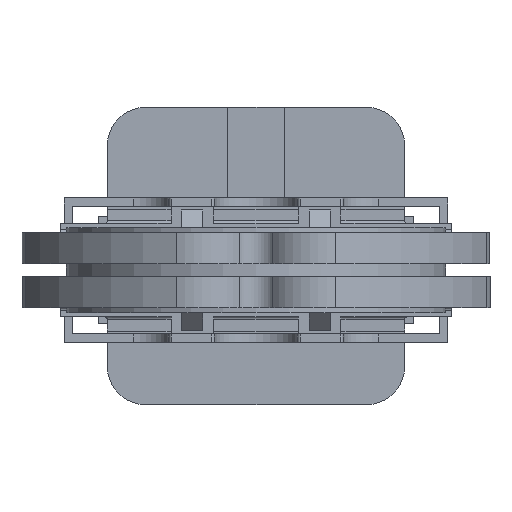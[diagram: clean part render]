
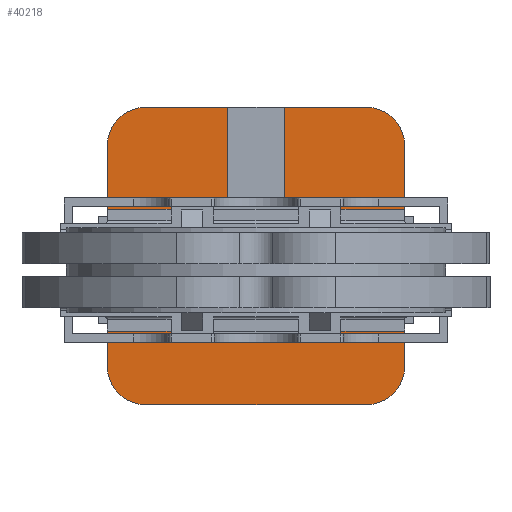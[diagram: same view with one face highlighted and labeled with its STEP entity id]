
A CAD part, front view. The second image highlights one B-rep face of the part: STEP entity #40218.
In plain terms, the highlighted planar face has unit normal (0, -1, 0).
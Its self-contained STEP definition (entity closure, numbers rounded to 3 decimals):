
#120 = DIRECTION ( 'NONE',  ( 0., 1., 0. ) ) ;
#441 = VERTEX_POINT ( 'NONE', #7537 ) ;
#465 = DIRECTION ( 'NONE',  ( 1., 0., 0. ) ) ;
#1346 = LINE ( 'NONE', #38995, #9394 ) ;
#1429 = EDGE_CURVE ( 'NONE', #8979, #22617, #10828, .T. ) ;
#1832 = LINE ( 'NONE', #36235, #14521 ) ;
#1960 = VECTOR ( 'NONE', #465, 1000. ) ;
#2506 = DIRECTION ( 'NONE',  ( 1., 0., 0. ) ) ;
#2735 = VERTEX_POINT ( 'NONE', #38439 ) ;
#3181 = EDGE_CURVE ( 'NONE', #15265, #24551, #46497, .T. ) ;
#3661 = CARTESIAN_POINT ( 'NONE',  ( 20., 565., 110.5 ) ) ;
#4212 = LINE ( 'NONE', #14837, #5919 ) ;
#4260 = LINE ( 'NONE', #46805, #27893 ) ;
#5029 = CARTESIAN_POINT ( 'NONE',  ( 78., 565., 83.5 ) ) ;
#5919 = VECTOR ( 'NONE', #44640, 1000. ) ;
#6319 = DIRECTION ( 'NONE',  ( 0., 0., 1. ) ) ;
#6480 = DIRECTION ( 'NONE',  ( 0., 1., 0. ) ) ;
#6552 = ORIENTED_EDGE ( 'NONE', *, *, #46152, .T. ) ;
#7005 = VERTEX_POINT ( 'NONE', #30331 ) ;
#7259 = DIRECTION ( 'NONE',  ( 0., 1., 0. ) ) ;
#7537 = CARTESIAN_POINT ( 'NONE',  ( 55., 565., 40.5 ) ) ;
#7605 = VECTOR ( 'NONE', #20077, 1000. ) ;
#7606 = VERTEX_POINT ( 'NONE', #24648 ) ;
#7632 = AXIS2_PLACEMENT_3D ( 'NONE', #25328, #6480, #6319 ) ;
#7811 = VERTEX_POINT ( 'NONE', #16653 ) ;
#8979 = VERTEX_POINT ( 'NONE', #39176 ) ;
#9299 = VERTEX_POINT ( 'NONE', #22017 ) ;
#9394 = VECTOR ( 'NONE', #35297, 1000. ) ;
#9435 = VERTEX_POINT ( 'NONE', #41068 ) ;
#10032 = CARTESIAN_POINT ( 'NONE',  ( 78., 565., -99.5 ) ) ;
#10828 = LINE ( 'NONE', #24225, #43712 ) ;
#11434 = EDGE_CURVE ( 'NONE', #9299, #45069, #23806, .T. ) ;
#11611 = VERTEX_POINT ( 'NONE', #41899 ) ;
#11944 = DIRECTION ( 'NONE',  ( 0., 1., 0. ) ) ;
#12305 = ORIENTED_EDGE ( 'NONE', *, *, #27683, .F. ) ;
#12510 = EDGE_CURVE ( 'NONE', #19205, #441, #4212, .T. ) ;
#12576 = CARTESIAN_POINT ( 'NONE',  ( 20., 565., 40.5 ) ) ;
#12705 = ORIENTED_EDGE ( 'NONE', *, *, #18319, .F. ) ;
#12796 = DIRECTION ( 'NONE',  ( 0., 0., 1. ) ) ;
#13517 = ORIENTED_EDGE ( 'NONE', *, *, #36988, .F. ) ;
#14521 = VECTOR ( 'NONE', #29256, 1000. ) ;
#14807 = DIRECTION ( 'NONE',  ( 0., 0., 1. ) ) ;
#14837 = CARTESIAN_POINT ( 'NONE',  ( 55., 565., 40.5 ) ) ;
#14917 = VECTOR ( 'NONE', #35879, 1000. ) ;
#15238 = LINE ( 'NONE', #18528, #38358 ) ;
#15265 = VERTEX_POINT ( 'NONE', #47691 ) ;
#15353 = ORIENTED_EDGE ( 'NONE', *, *, #25382, .T. ) ;
#16092 = CARTESIAN_POINT ( 'NONE',  ( -55., 565., 40.5 ) ) ;
#16305 = EDGE_LOOP ( 'NONE', ( #30636, #43609, #47327, #13517, #38037, #41442, #41595, #12705, #44706, #12305, #6552, #26331, #44062, #45786, #18987, #15353 ) ) ;
#16653 = CARTESIAN_POINT ( 'NONE',  ( -78., 565., -99.5 ) ) ;
#16848 = AXIS2_PLACEMENT_3D ( 'NONE', #33053, #7259, #44163 ) ;
#17033 = VECTOR ( 'NONE', #21708, 1000. ) ;
#17616 = LINE ( 'NONE', #3661, #17033 ) ;
#18029 = LINE ( 'NONE', #16092, #7605 ) ;
#18130 = CARTESIAN_POINT ( 'NONE',  ( 78., 565., -99.5 ) ) ;
#18319 = EDGE_CURVE ( 'NONE', #9435, #15265, #4260, .T. ) ;
#18528 = CARTESIAN_POINT ( 'NONE',  ( -105., 565., -72.5 ) ) ;
#18987 = ORIENTED_EDGE ( 'NONE', *, *, #27333, .T. ) ;
#19205 = VERTEX_POINT ( 'NONE', #45926 ) ;
#20036 = AXIS2_PLACEMENT_3D ( 'NONE', #33173, #120, #14807 ) ;
#20077 = DIRECTION ( 'NONE',  ( 0., 0., 1. ) ) ;
#20596 = CARTESIAN_POINT ( 'NONE',  ( -55., 565., -49.5 ) ) ;
#21708 = DIRECTION ( 'NONE',  ( 0., 0., -1. ) ) ;
#22017 = CARTESIAN_POINT ( 'NONE',  ( -105., 565., 83.5 ) ) ;
#22313 = CIRCLE ( 'NONE', #7632, 27. ) ;
#22617 = VERTEX_POINT ( 'NONE', #39678 ) ;
#23086 = EDGE_CURVE ( 'NONE', #7811, #7606, #22313, .T. ) ;
#23806 = CIRCLE ( 'NONE', #16848, 27. ) ;
#24225 = CARTESIAN_POINT ( 'NONE',  ( -20., 565., 110.5 ) ) ;
#24246 = CARTESIAN_POINT ( 'NONE',  ( 78., 565., -72.5 ) ) ;
#24551 = VERTEX_POINT ( 'NONE', #18130 ) ;
#24648 = CARTESIAN_POINT ( 'NONE',  ( -105., 565., -72.5 ) ) ;
#25328 = CARTESIAN_POINT ( 'NONE',  ( -78., 565., -72.5 ) ) ;
#25382 = EDGE_CURVE ( 'NONE', #11611, #22617, #43557, .T. ) ;
#25441 = FACE_OUTER_BOUND ( 'NONE', #16305, .T. ) ;
#25950 = DIRECTION ( 'NONE',  ( 0., 0., 1. ) ) ;
#26256 = CIRCLE ( 'NONE', #26627, 27. ) ;
#26331 = ORIENTED_EDGE ( 'NONE', *, *, #37359, .T. ) ;
#26627 = AXIS2_PLACEMENT_3D ( 'NONE', #5029, #11944, #45169 ) ;
#27333 = EDGE_CURVE ( 'NONE', #2735, #11611, #18029, .T. ) ;
#27530 = DIRECTION ( 'NONE',  ( 1., 0., 0. ) ) ;
#27683 = EDGE_CURVE ( 'NONE', #30353, #7005, #1832, .T. ) ;
#27893 = VECTOR ( 'NONE', #31961, 1000. ) ;
#28095 = DIRECTION ( 'NONE',  ( 0., 1., 0. ) ) ;
#28142 = CARTESIAN_POINT ( 'NONE',  ( -55., 565., 40.5 ) ) ;
#28284 = CARTESIAN_POINT ( 'NONE',  ( 20., 565., 110.5 ) ) ;
#28327 = CARTESIAN_POINT ( 'NONE',  ( -78., 565., 110.5 ) ) ;
#29256 = DIRECTION ( 'NONE',  ( 1., 0., 0. ) ) ;
#30331 = CARTESIAN_POINT ( 'NONE',  ( 78., 565., 110.5 ) ) ;
#30353 = VERTEX_POINT ( 'NONE', #28284 ) ;
#30636 = ORIENTED_EDGE ( 'NONE', *, *, #1429, .F. ) ;
#30792 = VECTOR ( 'NONE', #27530, 1000. ) ;
#31658 = EDGE_CURVE ( 'NONE', #7005, #9435, #26256, .T. ) ;
#31961 = DIRECTION ( 'NONE',  ( 0., 0., -1. ) ) ;
#32491 = LINE ( 'NONE', #20596, #30792 ) ;
#33053 = CARTESIAN_POINT ( 'NONE',  ( -78., 565., 83.5 ) ) ;
#33173 = CARTESIAN_POINT ( 'NONE',  ( 78., 565., -72.5 ) ) ;
#34168 = CARTESIAN_POINT ( 'NONE',  ( -78., 565., 110.5 ) ) ;
#35227 = DIRECTION ( 'NONE',  ( 0., 0., -1. ) ) ;
#35297 = DIRECTION ( 'NONE',  ( 1., 0., 0. ) ) ;
#35879 = DIRECTION ( 'NONE',  ( -1., 0., 0. ) ) ;
#36235 = CARTESIAN_POINT ( 'NONE',  ( -78., 565., 110.5 ) ) ;
#36988 = EDGE_CURVE ( 'NONE', #7606, #9299, #15238, .T. ) ;
#37125 = EDGE_CURVE ( 'NONE', #45069, #8979, #45210, .T. ) ;
#37359 = EDGE_CURVE ( 'NONE', #37769, #441, #1346, .T. ) ;
#37769 = VERTEX_POINT ( 'NONE', #12576 ) ;
#38037 = ORIENTED_EDGE ( 'NONE', *, *, #23086, .F. ) ;
#38057 = AXIS2_PLACEMENT_3D ( 'NONE', #24246, #28095, #12796 ) ;
#38358 = VECTOR ( 'NONE', #25950, 1000. ) ;
#38432 = VECTOR ( 'NONE', #2506, 1000. ) ;
#38439 = CARTESIAN_POINT ( 'NONE',  ( -55., 565., -49.5 ) ) ;
#38995 = CARTESIAN_POINT ( 'NONE',  ( -55., 565., 40.5 ) ) ;
#39176 = CARTESIAN_POINT ( 'NONE',  ( -20., 565., 110.5 ) ) ;
#39678 = CARTESIAN_POINT ( 'NONE',  ( -20., 565., 40.5 ) ) ;
#40218 = ADVANCED_FACE ( 'NONE', ( #25441 ), #42467, .F. ) ;
#40878 = LINE ( 'NONE', #10032, #14917 ) ;
#41068 = CARTESIAN_POINT ( 'NONE',  ( 105., 565., 83.5 ) ) ;
#41442 = ORIENTED_EDGE ( 'NONE', *, *, #44234, .F. ) ;
#41595 = ORIENTED_EDGE ( 'NONE', *, *, #3181, .F. ) ;
#41899 = CARTESIAN_POINT ( 'NONE',  ( -55., 565., 40.5 ) ) ;
#42467 = PLANE ( 'NONE',  #38057 ) ;
#43557 = LINE ( 'NONE', #28142, #38432 ) ;
#43609 = ORIENTED_EDGE ( 'NONE', *, *, #37125, .F. ) ;
#43712 = VECTOR ( 'NONE', #35227, 1000. ) ;
#44062 = ORIENTED_EDGE ( 'NONE', *, *, #12510, .F. ) ;
#44163 = DIRECTION ( 'NONE',  ( 0., 0., 1. ) ) ;
#44234 = EDGE_CURVE ( 'NONE', #24551, #7811, #40878, .T. ) ;
#44640 = DIRECTION ( 'NONE',  ( 0., 0., 1. ) ) ;
#44706 = ORIENTED_EDGE ( 'NONE', *, *, #31658, .F. ) ;
#45069 = VERTEX_POINT ( 'NONE', #28327 ) ;
#45169 = DIRECTION ( 'NONE',  ( 0., 0., 1. ) ) ;
#45210 = LINE ( 'NONE', #34168, #1960 ) ;
#45786 = ORIENTED_EDGE ( 'NONE', *, *, #47526, .F. ) ;
#45926 = CARTESIAN_POINT ( 'NONE',  ( 55., 565., -49.5 ) ) ;
#46152 = EDGE_CURVE ( 'NONE', #30353, #37769, #17616, .T. ) ;
#46497 = CIRCLE ( 'NONE', #20036, 27. ) ;
#46805 = CARTESIAN_POINT ( 'NONE',  ( 105., 565., 83.5 ) ) ;
#47327 = ORIENTED_EDGE ( 'NONE', *, *, #11434, .F. ) ;
#47526 = EDGE_CURVE ( 'NONE', #2735, #19205, #32491, .T. ) ;
#47691 = CARTESIAN_POINT ( 'NONE',  ( 105., 565., -72.5 ) ) ;
